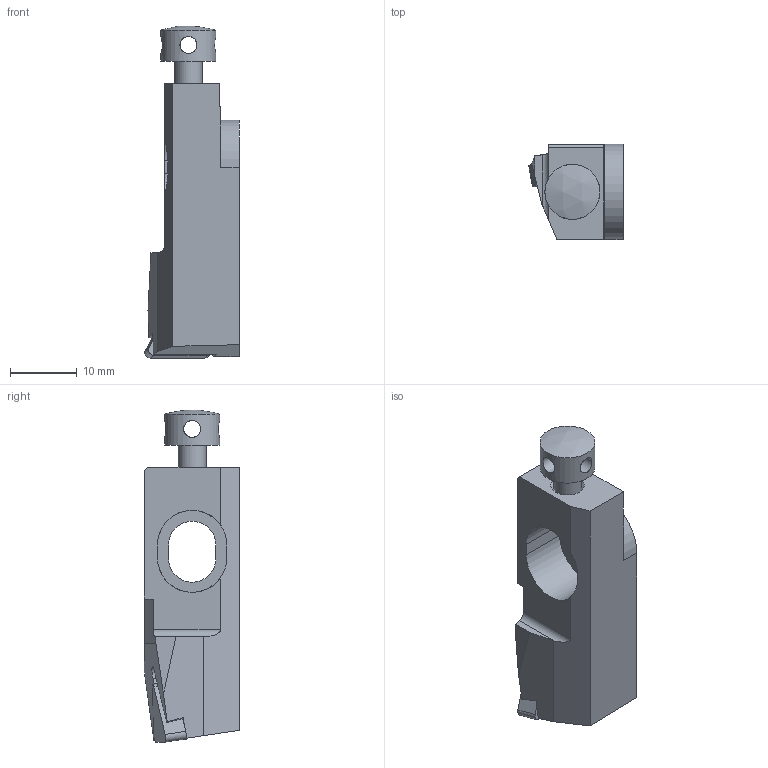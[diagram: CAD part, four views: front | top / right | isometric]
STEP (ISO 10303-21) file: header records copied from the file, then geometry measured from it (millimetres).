
FILE_DESCRIPTION(/* description */ (''),/* implementation_level */ '2;1');
FILE_NAME(/* name */ 'MTFNR-41CX-2_12345.stp',/* time_stamp */ '2016-05-31T14:41:29+05:00',/* author */ (''),/* organization */ (''),/* preprocessor_version */ 'ST-DEVELOPER v15',/* originating_system */ 'SIEMENS PLM Software NX 8.5',/* authorisation */ '');
FILE_SCHEMA (('AUTOMOTIVE_DESIGN { 1 0 10303 214 3 1 1 1 }'));
Length unit declared in the file: millimetre
Products named in the file (1): inpu1D0496600ofk
Bounding box: 14.17 x 14.27 x 49.83 mm (x, y, z)
Volume: 5319.1 mm3; surface area: 3225.8 mm2
Topology: 3 solids, 3 shells, 54 faces, 141 edges, 91 vertices
Faces by surface type: plane 34, cylinder 17, cone 2, sphere 1
Full cylindrical faces by diameter (mm): 2.54 x4, 3.49 x1, 4.166 x1, 8.255 x1
Entity records: 1928 total; most frequent: CARTESIAN_POINT 560, DIRECTION 268, ORIENTED_EDGE 260, EDGE_CURVE 130, LINE 92, VECTOR 92, VERTEX_POINT 90, AXIS2_PLACEMENT_3D 88
